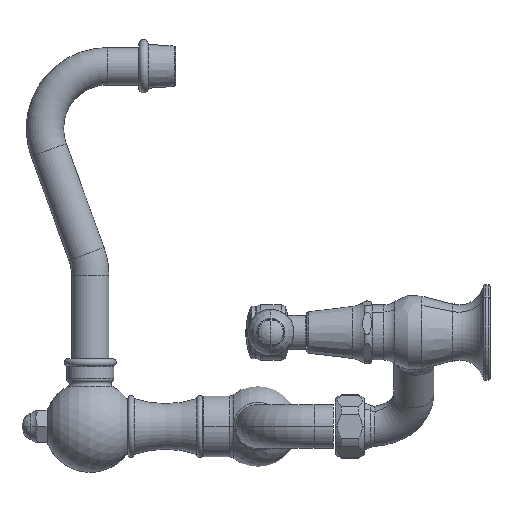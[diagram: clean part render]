
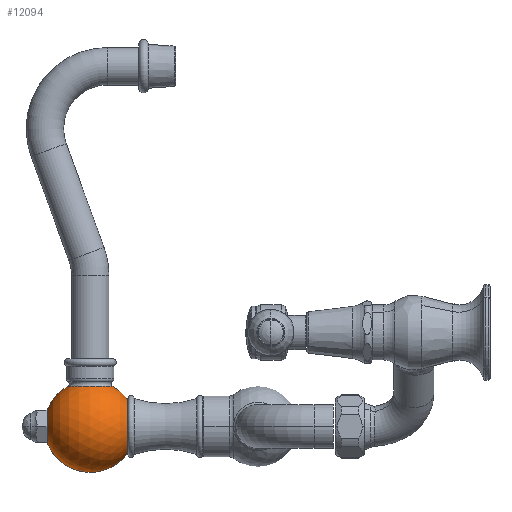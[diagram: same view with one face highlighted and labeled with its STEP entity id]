
A CAD part, left-side view. The second image highlights one B-rep face of the part: STEP entity #12094.
In plain terms, the highlighted spherical face has radius 23.368 mm.
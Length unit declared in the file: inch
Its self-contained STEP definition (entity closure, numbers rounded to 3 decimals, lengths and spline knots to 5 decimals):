
#9929=CARTESIAN_POINT('',(0.,8.00377,-1.88181));
#9930=DIRECTION('',(-1.,0.,0.));
#9931=DIRECTION('',(0.,-0.805,0.593));
#9932=AXIS2_PLACEMENT_3D('',#9929,#9930,#9931);
#9937=CARTESIAN_POINT('',(0.,7.263,-1.88181));
#9938=DIRECTION('',(0.,1.,0.));
#9939=DIRECTION('',(0.,0.,-1.));
#9940=AXIS2_PLACEMENT_3D('',#9937,#9938,#9939);
#9945=CARTESIAN_POINT('',(0.,8.00377,-1.88181));
#9946=DIRECTION('',(1.,0.,0.));
#9947=DIRECTION('',(0.,-0.805,-0.593));
#9948=AXIS2_PLACEMENT_3D('',#9945,#9946,#9947);
#9953=CARTESIAN_POINT('',(0.,8.00377,-1.88181));
#9954=DIRECTION('',(-1.,0.,0.));
#9955=DIRECTION('',(0.,0.477,0.879));
#9956=AXIS2_PLACEMENT_3D('',#9953,#9954,#9955);
#9961=CARTESIAN_POINT('',(0.,8.443,-1.07343));
#9962=CARTESIAN_POINT('',(-0.00915,8.44301,
-1.07343));
#9963=CARTESIAN_POINT('',(-0.02745,8.44244,
-1.07343));
#9964=CARTESIAN_POINT('',(-0.05506,8.43983,
-1.07343));
#9965=CARTESIAN_POINT('',(-0.08254,8.43546,-1.07342));
#9966=CARTESIAN_POINT('',(-0.10971,8.42935,
-1.07341));
#9967=CARTESIAN_POINT('',(-0.13638,8.42156,
-1.07341));
#9968=CARTESIAN_POINT('',(-0.16238,8.41214,
-1.0734));
#9969=CARTESIAN_POINT('',(-0.1877,8.40113,
-1.0734));
#9970=CARTESIAN_POINT('',(-0.21235,8.3885,
-1.07339));
#9971=CARTESIAN_POINT('',(-0.23628,8.37427,
-1.07338));
#9972=CARTESIAN_POINT('',(-0.25941,8.35845,
-1.07337));
#9973=CARTESIAN_POINT('',(-0.28167,8.34104,
-1.07336));
#9974=CARTESIAN_POINT('',(-0.30302,8.32198,
-1.07335));
#9975=CARTESIAN_POINT('',(-0.32341,8.30121,
-1.07334));
#9976=CARTESIAN_POINT('',(-0.34265,8.27879,
-1.07332));
#9977=CARTESIAN_POINT('',(-0.36056,8.25478,
-1.0733));
#9978=CARTESIAN_POINT('',(-0.37697,8.22931,
-1.07327));
#9979=CARTESIAN_POINT('',(-0.39171,8.20259,
-1.07327));
#9980=CARTESIAN_POINT('',(-0.40467,8.17475,
-1.07326));
#9981=CARTESIAN_POINT('',(-0.41198,8.15575,
-1.07333));
#9982=CARTESIAN_POINT('',(-0.41534,8.14603,
-1.07335));
#9987=CARTESIAN_POINT('',(-0.41538,8.14595,
-1.07333));
#9988=CARTESIAN_POINT('',(-0.41874,8.13612,
-1.07332));
#9989=CARTESIAN_POINT('',(-0.42447,8.11623,
-1.07317));
#9990=CARTESIAN_POINT('',(-0.43138,8.08616,
-1.07321));
#9991=CARTESIAN_POINT('',(-0.43601,8.05584,
-1.07317));
#9992=CARTESIAN_POINT('',(-0.43855,8.02532,
-1.07316));
#9993=CARTESIAN_POINT('',(-0.43895,7.9947,
-1.07314));
#9994=CARTESIAN_POINT('',(-0.43721,7.96405,
-1.07312));
#9995=CARTESIAN_POINT('',(-0.43334,7.93366,
-1.0731));
#9996=CARTESIAN_POINT('',(-0.42735,7.90357,
-1.07308));
#9997=CARTESIAN_POINT('',(-0.41929,7.87403,
-1.07306));
#9998=CARTESIAN_POINT('',(-0.40917,7.84507,
-1.07304));
#9999=CARTESIAN_POINT('',(-0.39706,7.81691,
-1.07302));
#10000=CARTESIAN_POINT('',(-0.38299,7.7896,
-1.073));
#10001=CARTESIAN_POINT('',(-0.36712,7.76347,
-1.07299));
#10002=CARTESIAN_POINT('',(-0.34954,7.73862,
-1.07297));
#10003=CARTESIAN_POINT('',(-0.33054,7.71533,
-1.07296));
#10004=CARTESIAN_POINT('',(-0.31029,7.6937,
-1.07294));
#10005=CARTESIAN_POINT('',(-0.28892,7.67374,
-1.07293));
#10006=CARTESIAN_POINT('',(-0.26657,7.65547,
-1.07292));
#10007=CARTESIAN_POINT('',(-0.24325,7.63883,
-1.07291));
#10008=CARTESIAN_POINT('',(-0.21904,7.62383,
-1.0729));
#10009=CARTESIAN_POINT('',(-0.19393,7.61044,
-1.07289));
#10010=CARTESIAN_POINT('',(-0.16805,7.59872,
-1.07288));
#10011=CARTESIAN_POINT('',(-0.14135,7.58866,
-1.07287));
#10012=CARTESIAN_POINT('',(-0.11403,7.58034,
-1.07287));
#10013=CARTESIAN_POINT('',(-0.08605,7.57379,
-1.07286));
#10014=CARTESIAN_POINT('',(-0.05767,7.56908,
-1.07286));
#10015=CARTESIAN_POINT('',(-0.02891,7.56623,
-1.07286));
#10016=CARTESIAN_POINT('',(-0.00967,7.56559,
-1.07286));
#10017=CARTESIAN_POINT('',(0.,7.56559,-1.07286));
#10782=CARTESIAN_POINT('',(0.,8.861,-1.88181));
#10783=DIRECTION('',(0.,1.,0.));
#10784=DIRECTION('',(0.,0.,-1.));
#10785=AXIS2_PLACEMENT_3D('',#10782,#10783,#10784);
#11606=CARTESIAN_POINT('',(0.,7.263,-2.42739));
#11607=CARTESIAN_POINT('',(0.,8.861,-2.21581));
#11608=VERTEX_POINT('',#11606);
#11609=VERTEX_POINT('',#11607);
#11610=CARTESIAN_POINT('',(0.,7.263,-1.33623));
#11611=VERTEX_POINT('',#11610);
#11612=CARTESIAN_POINT('',(0.,8.861,-1.54781));
#11613=VERTEX_POINT('',#11612);
#11626=CARTESIAN_POINT('',(0.,7.56559,-1.07286));
#11627=VERTEX_POINT('',#11626);
#11628=CARTESIAN_POINT('',(0.,8.443,-1.07343));
#11629=VERTEX_POINT('',#11628);
#11635=VERTEX_POINT('',#9982);
#12076=CARTESIAN_POINT('',(0.,8.00377,-1.88181));
#12077=DIRECTION('',(0.,-1.,0.));
#12078=DIRECTION('',(0.,0.,1.));
#12079=AXIS2_PLACEMENT_3D('',#12076,#12077,#12078);
#12080=SPHERICAL_SURFACE('',#12079,0.92);
#12081=ORIENTED_EDGE('',*,*,#12049,.F.);
#12083=ORIENTED_EDGE('',*,*,#12082,.F.);
#12084=ORIENTED_EDGE('',*,*,#12057,.T.);
#12086=ORIENTED_EDGE('',*,*,#12085,.T.);
#12087=ORIENTED_EDGE('',*,*,#12053,.F.);
#12089=ORIENTED_EDGE('',*,*,#12088,.T.);
#12091=ORIENTED_EDGE('',*,*,#12090,.T.);
#12092=EDGE_LOOP('',(#12081,#12083,#12084,#12086,#12087,#12089,#12091));
#12093=FACE_OUTER_BOUND('',#12092,.F.);
#9933=CIRCLE('',#9932,0.92);
#9941=CIRCLE('',#9940,0.54558);
#9949=CIRCLE('',#9948,0.92);
#9957=CIRCLE('',#9956,0.92);
#9983=B_SPLINE_CURVE_WITH_KNOTS('',3,(#9961,#9962,#9963,#9964,#9965,#9966,#9967,
#9968,#9969,#9970,#9971,#9972,#9973,#9974,#9975,#9976,#9977,#9978,#9979,#9980,
#9981,#9982),.UNSPECIFIED.,.F.,.F.,(4,1,1,1,1,1,1,1,1,1,1,1,1,1,1,1,1,1,1,4),(
0.,0.05263,0.10526,0.15789,0.21053,
0.26316,0.31579,0.36842,0.42105,
0.47368,0.52632,0.57895,0.63158,
0.68421,0.73684,0.78947,0.84211,
0.89474,0.94737,1.),.UNSPECIFIED.);
#10018=B_SPLINE_CURVE_WITH_KNOTS('',3,(#9987,#9988,#9989,#9990,#9991,#9992,
#9993,#9994,#9995,#9996,#9997,#9998,#9999,#10000,#10001,#10002,#10003,#10004,
#10005,#10006,#10007,#10008,#10009,#10010,#10011,#10012,#10013,#10014,#10015,
#10016,#10017),.UNSPECIFIED.,.F.,.F.,(4,1,1,1,1,1,1,1,1,1,1,1,1,1,1,1,1,1,1,1,1,
1,1,1,1,1,1,1,4),(0.,0.03571,0.07143,0.10714,
0.14286,0.17857,0.21429,0.25,0.28571,
0.32143,0.35714,0.39286,0.42857,
0.46429,0.5,0.53571,0.57143,0.60714,
0.64286,0.67857,0.71429,0.75,0.78571,
0.82143,0.85714,0.89286,0.92857,
0.96429,1.),.UNSPECIFIED.);
#10786=CIRCLE('',#10785,0.334);
#12049=EDGE_CURVE('',#11611,#11627,#9933,.T.);
#12053=EDGE_CURVE('',#11629,#11613,#9957,.T.);
#12057=EDGE_CURVE('',#11608,#11609,#9949,.T.);
#12082=EDGE_CURVE('',#11608,#11611,#9941,.T.);
#12085=EDGE_CURVE('',#11609,#11613,#10786,.T.);
#12088=EDGE_CURVE('',#11629,#11635,#9983,.T.);
#12090=EDGE_CURVE('',#11635,#11627,#10018,.T.);
#12094=ADVANCED_FACE('',(#12093),#12080,.T.);
